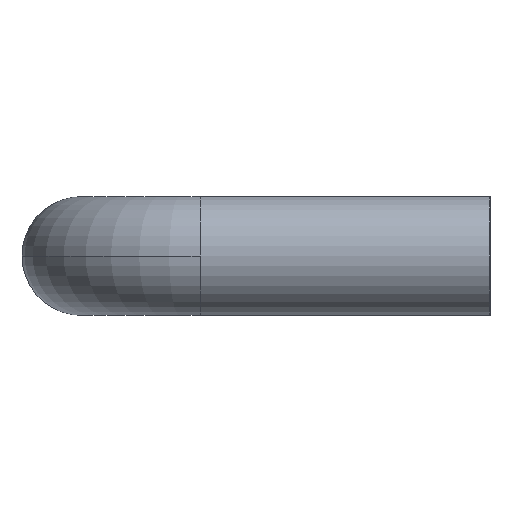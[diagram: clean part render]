
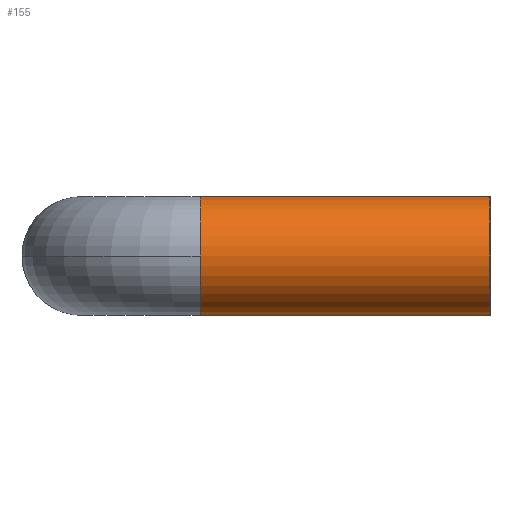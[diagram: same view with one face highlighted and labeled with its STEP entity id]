
A CAD part, left-side view. The second image highlights one B-rep face of the part: STEP entity #155.
In plain terms, the highlighted cylindrical face has radius 4 mm (diameter 8 mm), a partial arc.
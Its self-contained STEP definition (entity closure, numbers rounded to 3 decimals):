
#7 = DIRECTION ( 'NONE',  ( 0., 0., -1. ) ) ;
#10 = VERTEX_POINT ( 'NONE', #173 ) ;
#17 = AXIS2_PLACEMENT_3D ( 'NONE', #116, #596, #308 ) ;
#51 = CARTESIAN_POINT ( 'NONE',  ( -80., 0., 0. ) ) ;
#53 = CARTESIAN_POINT ( 'NONE',  ( -80., 19.5, -4. ) ) ;
#55 = CIRCLE ( 'NONE', #462, 4. ) ;
#71 = VECTOR ( 'NONE', #643, 1000. ) ;
#87 = DIRECTION ( 'NONE',  ( 0., 0., 1. ) ) ;
#116 = CARTESIAN_POINT ( 'NONE',  ( -80., 19.5, 0. ) ) ;
#140 = CARTESIAN_POINT ( 'NONE',  ( -84., 19.5, 0. ) ) ;
#142 = VERTEX_POINT ( 'NONE', #354 ) ;
#147 = DIRECTION ( 'NONE',  ( 0., -1., 0. ) ) ;
#155 = ADVANCED_FACE ( 'NONE', ( #259 ), #542, .T. ) ;
#163 = ORIENTED_EDGE ( 'NONE', *, *, #417, .F. ) ;
#173 = CARTESIAN_POINT ( 'NONE',  ( -80., 19.5, 4. ) ) ;
#201 = DIRECTION ( 'NONE',  ( 0., -1., 0. ) ) ;
#243 = CARTESIAN_POINT ( 'NONE',  ( -80., 19.5, -4. ) ) ;
#246 = EDGE_CURVE ( 'NONE', #507, #293, #492, .T. ) ;
#247 = AXIS2_PLACEMENT_3D ( 'NONE', #295, #147, #87 ) ;
#248 = LINE ( 'NONE', #433, #71 ) ;
#259 = FACE_OUTER_BOUND ( 'NONE', #352, .T. ) ;
#293 = VERTEX_POINT ( 'NONE', #53 ) ;
#295 = CARTESIAN_POINT ( 'NONE',  ( -80., 19.5, 0. ) ) ;
#308 = DIRECTION ( 'NONE',  ( 0., 0., 1. ) ) ;
#314 = ORIENTED_EDGE ( 'NONE', *, *, #511, .T. ) ;
#350 = EDGE_CURVE ( 'NONE', #142, #603, #55, .T. ) ;
#352 = EDGE_LOOP ( 'NONE', ( #163, #533, #591, #314, #529 ) ) ;
#354 = CARTESIAN_POINT ( 'NONE',  ( -80., 0., 4. ) ) ;
#376 = EDGE_CURVE ( 'NONE', #10, #507, #515, .T. ) ;
#417 = EDGE_CURVE ( 'NONE', #10, #142, #248, .T. ) ;
#425 = DIRECTION ( 'NONE',  ( 0., 0., 1. ) ) ;
#433 = CARTESIAN_POINT ( 'NONE',  ( -80., 19.5, 4. ) ) ;
#445 = DIRECTION ( 'NONE',  ( 0., -1., 0. ) ) ;
#462 = AXIS2_PLACEMENT_3D ( 'NONE', #51, #445, #425 ) ;
#464 = VECTOR ( 'NONE', #524, 1000. ) ;
#481 = AXIS2_PLACEMENT_3D ( 'NONE', #644, #201, #7 ) ;
#492 = CIRCLE ( 'NONE', #17, 4. ) ;
#507 = VERTEX_POINT ( 'NONE', #140 ) ;
#511 = EDGE_CURVE ( 'NONE', #293, #603, #645, .T. ) ;
#515 = CIRCLE ( 'NONE', #247, 4. ) ;
#524 = DIRECTION ( 'NONE',  ( 0., -1., 0. ) ) ;
#529 = ORIENTED_EDGE ( 'NONE', *, *, #350, .F. ) ;
#533 = ORIENTED_EDGE ( 'NONE', *, *, #376, .T. ) ;
#542 = CYLINDRICAL_SURFACE ( 'NONE', #481, 4. ) ;
#583 = CARTESIAN_POINT ( 'NONE',  ( -80., 0., -4. ) ) ;
#591 = ORIENTED_EDGE ( 'NONE', *, *, #246, .T. ) ;
#596 = DIRECTION ( 'NONE',  ( 0., -1., 0. ) ) ;
#603 = VERTEX_POINT ( 'NONE', #583 ) ;
#643 = DIRECTION ( 'NONE',  ( 0., -1., 0. ) ) ;
#644 = CARTESIAN_POINT ( 'NONE',  ( -80., 19.5, 0. ) ) ;
#645 = LINE ( 'NONE', #243, #464 ) ;
